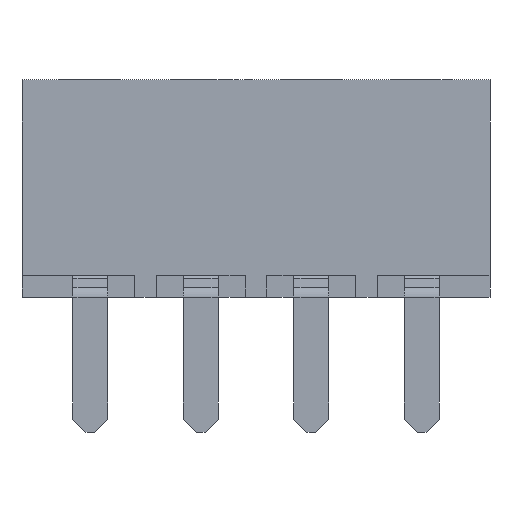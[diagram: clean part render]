
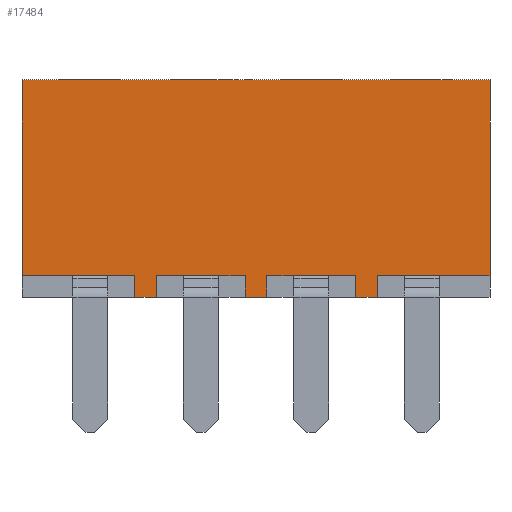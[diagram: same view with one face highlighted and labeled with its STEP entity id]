
A CAD part, left-side view. The second image highlights one B-rep face of the part: STEP entity #17484.
In plain terms, the highlighted face is planar.
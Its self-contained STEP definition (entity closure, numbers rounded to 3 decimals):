
#4513=ORIENTED_EDGE('',*,*,#6413,.T.);
#4514=ORIENTED_EDGE('',*,*,#4750,.T.);
#4515=ORIENTED_EDGE('',*,*,#6402,.F.);
#4516=ORIENTED_EDGE('',*,*,#6446,.F.);
#4517=ORIENTED_EDGE('',*,*,#6398,.T.);
#4518=ORIENTED_EDGE('',*,*,#4949,.T.);
#4519=ORIENTED_EDGE('',*,*,#6397,.F.);
#4520=ORIENTED_EDGE('',*,*,#6447,.F.);
#4521=ORIENTED_EDGE('',*,*,#6393,.T.);
#4522=ORIENTED_EDGE('',*,*,#5148,.T.);
#4523=ORIENTED_EDGE('',*,*,#6297,.F.);
#4524=ORIENTED_EDGE('',*,*,#6448,.F.);
#4525=ORIENTED_EDGE('',*,*,#6449,.T.);
#4526=ORIENTED_EDGE('',*,*,#5948,.T.);
#4527=ORIENTED_EDGE('',*,*,#6423,.F.);
#4528=ORIENTED_EDGE('',*,*,#6424,.T.);
#4750=EDGE_CURVE('',#6571,#6570,#7753,.T.);
#4949=EDGE_CURVE('',#6699,#6698,#7885,.T.);
#5148=EDGE_CURVE('',#6827,#6826,#8016,.T.);
#5948=EDGE_CURVE('',#7343,#7342,#8544,.T.);
#6297=EDGE_CURVE('',#7565,#6826,#8821,.T.);
#6393=EDGE_CURVE('',#7616,#6827,#8917,.T.);
#6397=EDGE_CURVE('',#7618,#6698,#8921,.T.);
#6398=EDGE_CURVE('',#7619,#6699,#8922,.T.);
#6402=EDGE_CURVE('',#7622,#6570,#8926,.T.);
#6413=EDGE_CURVE('',#7627,#6571,#8937,.T.);
#6423=EDGE_CURVE('',#7630,#7342,#8947,.T.);
#6424=EDGE_CURVE('',#7630,#7627,#8948,.T.);
#6446=EDGE_CURVE('',#7619,#7622,#8970,.T.);
#6447=EDGE_CURVE('',#7616,#7618,#8971,.T.);
#6448=EDGE_CURVE('',#7643,#7565,#8972,.T.);
#6449=EDGE_CURVE('',#7643,#7343,#8973,.T.);
#6570=VERTEX_POINT('',#22573);
#6571=VERTEX_POINT('',#22575);
#6698=VERTEX_POINT('',#23012);
#6699=VERTEX_POINT('',#23014);
#6826=VERTEX_POINT('',#23451);
#6827=VERTEX_POINT('',#23453);
#7342=VERTEX_POINT('',#25216);
#7343=VERTEX_POINT('',#25218);
#7565=VERTEX_POINT('',#25959);
#7616=VERTEX_POINT('',#26152);
#7618=VERTEX_POINT('',#26158);
#7619=VERTEX_POINT('',#26162);
#7622=VERTEX_POINT('',#26169);
#7627=VERTEX_POINT('',#26191);
#7630=VERTEX_POINT('',#26205);
#7643=VERTEX_POINT('',#26254);
#7753=LINE('',#22574,#9085);
#7885=LINE('',#23013,#9217);
#8016=LINE('',#23452,#9348);
#8544=LINE('',#25217,#9876);
#8821=LINE('',#25960,#10153);
#8917=LINE('',#26151,#10249);
#8921=LINE('',#26159,#10253);
#8922=LINE('',#26161,#10254);
#8926=LINE('',#26170,#10258);
#8937=LINE('',#26190,#10269);
#8947=LINE('',#26206,#10279);
#8948=LINE('',#26208,#10280);
#8970=LINE('',#26251,#10302);
#8971=LINE('',#26252,#10303);
#8972=LINE('',#26253,#10304);
#8973=LINE('',#26255,#10305);
#9085=VECTOR('',#18942,1000.);
#9217=VECTOR('',#19324,1000.);
#9348=VECTOR('',#19707,1000.);
#9876=VECTOR('',#21245,1000.);
#10153=VECTOR('',#21892,1000.);
#10249=VECTOR('',#22078,1000.);
#10253=VECTOR('',#22084,1000.);
#10254=VECTOR('',#22087,1000.);
#10258=VECTOR('',#22093,1000.);
#10269=VECTOR('',#22114,1000.);
#10279=VECTOR('',#22128,1000.);
#10280=VECTOR('',#22131,1000.);
#10302=VECTOR('',#22171,1000.);
#10303=VECTOR('',#22172,1000.);
#10304=VECTOR('',#22173,1000.);
#10305=VECTOR('',#22174,1000.);
#11004=EDGE_LOOP('',(#4513,#4514,#4515,#4516,#4517,#4518,#4519,#4520,#4521,
#4522,#4523,#4524,#4525,#4526,#4527,#4528));
#11706=FACE_BOUND('',#11004,.T.);
#12121=PLANE('',#18609);
#17484=ADVANCED_FACE('',(#11706),#12121,.F.);
#18609=AXIS2_PLACEMENT_3D('',#26250,#22169,#22170);
#18942=DIRECTION('',(1.,0.,0.));
#19324=DIRECTION('',(1.,0.,0.));
#19707=DIRECTION('',(1.,0.,0.));
#21245=DIRECTION('',(1.,0.,0.));
#21892=DIRECTION('',(0.,0.,1.));
#22078=DIRECTION('',(0.,0.,1.));
#22084=DIRECTION('',(0.,0.,1.));
#22087=DIRECTION('',(0.,0.,1.));
#22093=DIRECTION('',(0.,0.,1.));
#22114=DIRECTION('',(0.,0.,-1.));
#22128=DIRECTION('',(0.,0.,-1.));
#22131=DIRECTION('',(-1.,0.,0.));
#22169=DIRECTION('',(0.,1.,0.));
#22170=DIRECTION('',(0.,0.,1.));
#22171=DIRECTION('',(-1.,0.,0.));
#22172=DIRECTION('',(-1.,0.,0.));
#22173=DIRECTION('',(-1.,0.,0.));
#22174=DIRECTION('',(0.,0.,1.));
#22573=CARTESIAN_POINT('',(-2.79,-2.54,-2.));
#22574=CARTESIAN_POINT('',(-7.527,-2.54,-2.));
#22575=CARTESIAN_POINT('',(-5.38,-2.54,-2.));
#23012=CARTESIAN_POINT('',(-0.25,-2.54,-2.));
#23013=CARTESIAN_POINT('',(-7.527,-2.54,-2.));
#23014=CARTESIAN_POINT('',(-2.29,-2.54,-2.));
#23451=CARTESIAN_POINT('',(2.29,-2.54,-2.));
#23452=CARTESIAN_POINT('',(-7.527,-2.54,-2.));
#23453=CARTESIAN_POINT('',(0.25,-2.54,-2.));
#25216=CARTESIAN_POINT('',(5.38,-2.54,-2.));
#25217=CARTESIAN_POINT('',(-7.527,-2.54,-2.));
#25218=CARTESIAN_POINT('',(2.79,-2.54,-2.));
#25959=CARTESIAN_POINT('',(2.29,-2.54,-2.5));
#25960=CARTESIAN_POINT('',(2.29,-2.54,-2.5));
#26151=CARTESIAN_POINT('',(0.25,-2.54,-2.5));
#26152=CARTESIAN_POINT('',(0.25,-2.54,-2.5));
#26158=CARTESIAN_POINT('',(-0.25,-2.54,-2.5));
#26159=CARTESIAN_POINT('',(-0.25,-2.54,-2.5));
#26161=CARTESIAN_POINT('',(-2.29,-2.54,-2.5));
#26162=CARTESIAN_POINT('',(-2.29,-2.54,-2.5));
#26169=CARTESIAN_POINT('',(-2.79,-2.54,-2.5));
#26170=CARTESIAN_POINT('',(-2.79,-2.54,-2.5));
#26190=CARTESIAN_POINT('',(-5.38,-2.54,2.5));
#26191=CARTESIAN_POINT('',(-5.38,-2.54,2.5));
#26205=CARTESIAN_POINT('',(5.38,-2.54,2.5));
#26206=CARTESIAN_POINT('',(5.38,-2.54,2.5));
#26208=CARTESIAN_POINT('',(5.38,-2.54,2.5));
#26250=CARTESIAN_POINT('',(5.38,-2.54,2.5));
#26251=CARTESIAN_POINT('',(-2.29,-2.54,-2.5));
#26252=CARTESIAN_POINT('',(0.25,-2.54,-2.5));
#26253=CARTESIAN_POINT('',(2.79,-2.54,-2.5));
#26254=CARTESIAN_POINT('',(2.79,-2.54,-2.5));
#26255=CARTESIAN_POINT('',(2.79,-2.54,-2.5));
